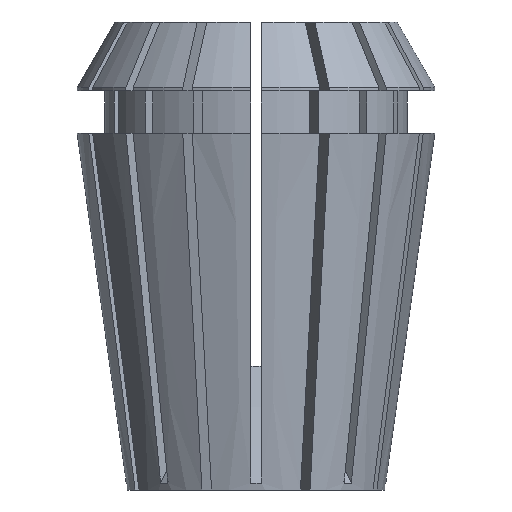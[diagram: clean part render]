
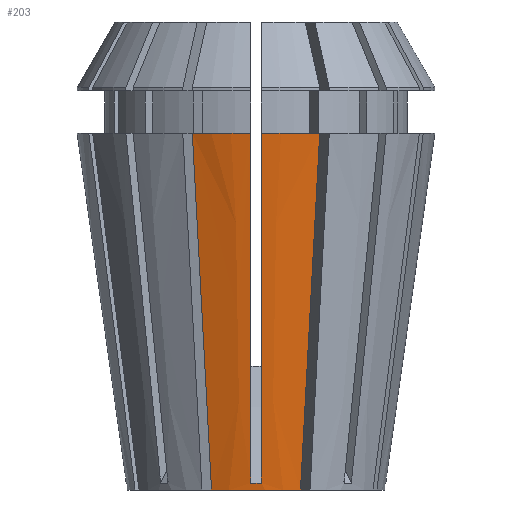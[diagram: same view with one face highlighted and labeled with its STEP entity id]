
A CAD part, left-side view. The second image highlights one B-rep face of the part: STEP entity #203.
In plain terms, the highlighted conical face has half-angle 8 degrees and reference radius 9.36 mm.
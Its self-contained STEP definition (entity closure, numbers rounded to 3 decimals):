
#19 = CARTESIAN_POINT ( 'NONE',  ( -12.736, -0.375, 24.06 ) ) ;
#48 = EDGE_CURVE ( 'NONE', #469, #1630, #3026, .T. ) ;
#72 = CARTESIAN_POINT ( 'NONE',  ( -9.817, -0.375, 3.299 ) ) ;
#91 = CARTESIAN_POINT ( 'NONE',  ( -9.424, 0.375, 0.508 ) ) ;
#93 = AXIS2_PLACEMENT_3D ( 'NONE', #612, #3651, #5395 ) ;
#141 = DIRECTION ( 'NONE',  ( -1., 0., 0. ) ) ;
#203 = ADVANCED_FACE ( 'NONE', ( #5450 ), #5573, .T. ) ;
#413 = CARTESIAN_POINT ( 'NONE',  ( -10.192, -3.816, 10.832 ) ) ;
#469 = VERTEX_POINT ( 'NONE', #3575 ) ;
#471 = CARTESIAN_POINT ( 'NONE',  ( -12.149, -4.626, 25.9 ) ) ;
#517 = CARTESIAN_POINT ( 'NONE',  ( -11.418, -0.375, 14.685 ) ) ;
#591 = ORIENTED_EDGE ( 'NONE', *, *, #4925, .T. ) ;
#612 = CARTESIAN_POINT ( 'NONE',  ( 0., 0., 0. ) ) ;
#751 = CARTESIAN_POINT ( 'NONE',  ( -12.149, 4.626, 25.9 ) ) ;
#764 = EDGE_LOOP ( 'NONE', ( #3625, #591, #1989, #1968, #5039, #4247, #1231, #3930 ) ) ;
#811 = B_SPLINE_CURVE_WITH_KNOTS ( 'NONE', 3,
 ( #2175, #19, #2628, #3939, #517, #4788, #72, #1291, #4339, #1735 ),
 .UNSPECIFIED., .F., .F.,
 ( 4, 3, 3, 4 ),
 ( 0.051, 0.056, 0.074, 0.076 ),
 .UNSPECIFIED. ) ;
#847 = CARTESIAN_POINT ( 'NONE',  ( -9.213, -3.41, 3.298 ) ) ;
#926 = CARTESIAN_POINT ( 'NONE',  ( -12.995, 0.375, 25.9 ) ) ;
#1059 = DIRECTION ( 'NONE',  ( 0., 0., -1. ) ) ;
#1231 = ORIENTED_EDGE ( 'NONE', *, *, #48, .F. ) ;
#1233 = AXIS2_PLACEMENT_3D ( 'NONE', #4393, #3017, #3931 ) ;
#1291 = CARTESIAN_POINT ( 'NONE',  ( -9.686, -0.375, 2.369 ) ) ;
#1593 = CARTESIAN_POINT ( 'NONE',  ( -10.192, 3.816, 10.832 ) ) ;
#1630 = VERTEX_POINT ( 'NONE', #2022 ) ;
#1735 = CARTESIAN_POINT ( 'NONE',  ( -9.424, -0.375, 0.508 ) ) ;
#1800 = CARTESIAN_POINT ( 'NONE',  ( -12.219, 0.375, 20.379 ) ) ;
#1968 = ORIENTED_EDGE ( 'NONE', *, *, #5060, .F. ) ;
#1989 = ORIENTED_EDGE ( 'NONE', *, *, #4742, .F. ) ;
#2022 = CARTESIAN_POINT ( 'NONE',  ( -9.424, -0.375, 0.508 ) ) ;
#2033 = CARTESIAN_POINT ( 'NONE',  ( -8.784, 3.233, 0. ) ) ;
#2124 = CARTESIAN_POINT ( 'NONE',  ( 0., 0., 25.9 ) ) ;
#2175 = CARTESIAN_POINT ( 'NONE',  ( -12.995, -0.375, 25.9 ) ) ;
#2245 = CARTESIAN_POINT ( 'NONE',  ( -10.618, 0.375, 8.992 ) ) ;
#2337 = CIRCLE ( 'NONE', #93, 9.36 ) ;
#2352 = VERTEX_POINT ( 'NONE', #471 ) ;
#2542 = VERTEX_POINT ( 'NONE', #2590 ) ;
#2559 = DIRECTION ( 'NONE',  ( 0., 0., -1. ) ) ;
#2565 = CARTESIAN_POINT ( 'NONE',  ( -9.424, 0.375, 0.508 ) ) ;
#2590 = CARTESIAN_POINT ( 'NONE',  ( -8.784, 3.233, 0. ) ) ;
#2603 = VERTEX_POINT ( 'NONE', #4724 ) ;
#2628 = CARTESIAN_POINT ( 'NONE',  ( -12.477, -0.375, 22.219 ) ) ;
#2670 = VERTEX_POINT ( 'NONE', #3909 ) ;
#2671 = EDGE_CURVE ( 'NONE', #2670, #3184, #2831, .T. ) ;
#2674 = CARTESIAN_POINT ( 'NONE',  ( -9.686, 0.375, 2.369 ) ) ;
#2744 = AXIS2_PLACEMENT_3D ( 'NONE', #2124, #2559, #3396 ) ;
#2806 = VERTEX_POINT ( 'NONE', #3388 ) ;
#2831 = CIRCLE ( 'NONE', #2744, 13. ) ;
#2964 = CARTESIAN_POINT ( 'NONE',  ( -11.171, 4.221, 18.366 ) ) ;
#2992 = B_SPLINE_CURVE_WITH_KNOTS ( 'NONE', 3,
 ( #926, #5255, #3470, #1800, #4834, #2245, #4746, #2674, #4324, #91 ),
 .UNSPECIFIED., .F., .F.,
 ( 4, 3, 3, 4 ),
 ( 0.051, 0.056, 0.074, 0.076 ),
 .UNSPECIFIED. ) ;
#3009 = CARTESIAN_POINT ( 'NONE',  ( -11.171, -4.221, 18.366 ) ) ;
#3017 = DIRECTION ( 'NONE',  ( 0., 0., 1. ) ) ;
#3026 = B_SPLINE_CURVE_WITH_KNOTS ( 'NONE', 3,
 ( #2565, #5161, #3917, #3424 ),
 .UNSPECIFIED., .F., .F.,
 ( 4, 4 ),
 ( 0., 0.001 ),
 .UNSPECIFIED. ) ;
#3037 = B_SPLINE_CURVE_WITH_KNOTS ( 'NONE', 3,
 ( #751, #2964, #1593, #5078, #4282, #4632, #2033 ),
 .UNSPECIFIED., .F., .F.,
 ( 4, 3, 4 ),
 ( 0., 0.023, 0.026 ),
 .UNSPECIFIED. ) ;
#3184 = VERTEX_POINT ( 'NONE', #3345 ) ;
#3345 = CARTESIAN_POINT ( 'NONE',  ( -12.149, 4.626, 25.9 ) ) ;
#3388 = CARTESIAN_POINT ( 'NONE',  ( -12.995, -0.375, 25.9 ) ) ;
#3396 = DIRECTION ( 'NONE',  ( -1., 0., 0. ) ) ;
#3416 = EDGE_CURVE ( 'NONE', #2670, #469, #2992, .T. ) ;
#3424 = CARTESIAN_POINT ( 'NONE',  ( -9.424, -0.375, 0.508 ) ) ;
#3441 = EDGE_CURVE ( 'NONE', #2806, #1630, #811, .T. ) ;
#3470 = CARTESIAN_POINT ( 'NONE',  ( -12.477, 0.375, 22.219 ) ) ;
#3473 = CARTESIAN_POINT ( 'NONE',  ( -12.149, -4.626, 25.9 ) ) ;
#3575 = CARTESIAN_POINT ( 'NONE',  ( -9.424, 0.375, 0.508 ) ) ;
#3625 = ORIENTED_EDGE ( 'NONE', *, *, #2671, .T. ) ;
#3651 = DIRECTION ( 'NONE',  ( 0., 0., -1. ) ) ;
#3899 = CARTESIAN_POINT ( 'NONE',  ( -9.07, -3.351, 2.199 ) ) ;
#3909 = CARTESIAN_POINT ( 'NONE',  ( -12.995, 0.375, 25.9 ) ) ;
#3917 = CARTESIAN_POINT ( 'NONE',  ( -9.433, -0.125, 0.497 ) ) ;
#3930 = ORIENTED_EDGE ( 'NONE', *, *, #3416, .F. ) ;
#3931 = DIRECTION ( 'NONE',  ( 1., 0., 0. ) ) ;
#3939 = CARTESIAN_POINT ( 'NONE',  ( -12.219, -0.375, 20.379 ) ) ;
#4047 = CIRCLE ( 'NONE', #4823, 13. ) ;
#4159 = EDGE_CURVE ( 'NONE', #2352, #2806, #4047, .T. ) ;
#4247 = ORIENTED_EDGE ( 'NONE', *, *, #3441, .T. ) ;
#4282 = CARTESIAN_POINT ( 'NONE',  ( -9.07, 3.351, 2.199 ) ) ;
#4324 = CARTESIAN_POINT ( 'NONE',  ( -9.555, 0.375, 1.438 ) ) ;
#4325 = CARTESIAN_POINT ( 'NONE',  ( -8.927, -3.292, 1.099 ) ) ;
#4339 = CARTESIAN_POINT ( 'NONE',  ( -9.555, -0.375, 1.438 ) ) ;
#4393 = CARTESIAN_POINT ( 'NONE',  ( 0., 0., 0. ) ) ;
#4484 = CARTESIAN_POINT ( 'NONE',  ( 0., 0., 25.9 ) ) ;
#4632 = CARTESIAN_POINT ( 'NONE',  ( -8.927, 3.292, 1.099 ) ) ;
#4724 = CARTESIAN_POINT ( 'NONE',  ( -8.784, -3.233, 0. ) ) ;
#4735 = B_SPLINE_CURVE_WITH_KNOTS ( 'NONE', 3,
 ( #3473, #3009, #413, #847, #3899, #4325, #4749 ),
 .UNSPECIFIED., .F., .F.,
 ( 4, 3, 4 ),
 ( 0., 0.023, 0.026 ),
 .UNSPECIFIED. ) ;
#4742 = EDGE_CURVE ( 'NONE', #2603, #2542, #2337, .T. ) ;
#4746 = CARTESIAN_POINT ( 'NONE',  ( -9.817, 0.375, 3.299 ) ) ;
#4749 = CARTESIAN_POINT ( 'NONE',  ( -8.784, -3.233, 0. ) ) ;
#4788 = CARTESIAN_POINT ( 'NONE',  ( -10.618, -0.375, 8.992 ) ) ;
#4823 = AXIS2_PLACEMENT_3D ( 'NONE', #4484, #1059, #141 ) ;
#4834 = CARTESIAN_POINT ( 'NONE',  ( -11.418, 0.375, 14.685 ) ) ;
#4925 = EDGE_CURVE ( 'NONE', #3184, #2542, #3037, .T. ) ;
#5039 = ORIENTED_EDGE ( 'NONE', *, *, #4159, .T. ) ;
#5060 = EDGE_CURVE ( 'NONE', #2352, #2603, #4735, .T. ) ;
#5078 = CARTESIAN_POINT ( 'NONE',  ( -9.213, 3.41, 3.298 ) ) ;
#5161 = CARTESIAN_POINT ( 'NONE',  ( -9.433, 0.125, 0.497 ) ) ;
#5255 = CARTESIAN_POINT ( 'NONE',  ( -12.736, 0.375, 24.06 ) ) ;
#5395 = DIRECTION ( 'NONE',  ( -1., 0., 0. ) ) ;
#5450 = FACE_OUTER_BOUND ( 'NONE', #764, .T. ) ;
#5573 = CONICAL_SURFACE ( 'NONE', #1233, 9.36, 0.14 ) ;
